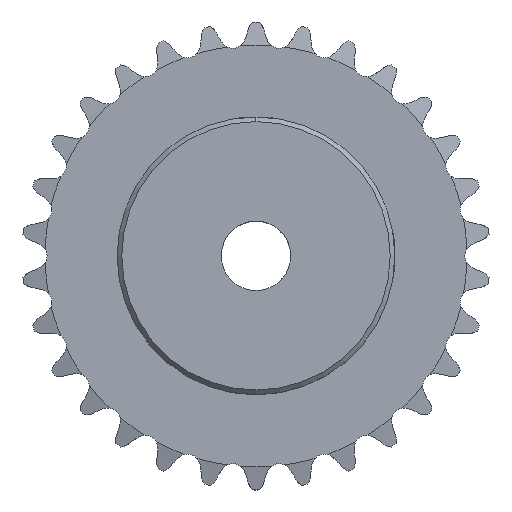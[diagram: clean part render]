
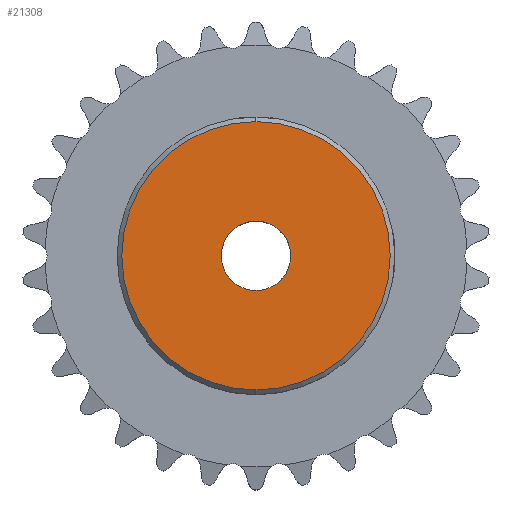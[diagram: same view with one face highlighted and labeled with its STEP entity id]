
A CAD part, top view. The second image highlights one B-rep face of the part: STEP entity #21308.
In plain terms, the highlighted planar face has unit normal (0, 0, 1).
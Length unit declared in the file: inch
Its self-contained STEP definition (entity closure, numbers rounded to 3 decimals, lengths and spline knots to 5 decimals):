
#889 = EDGE_LOOP ( 'NONE', ( #10150, #25024 ) ) ;
#3225 = CARTESIAN_POINT ( 'NONE',  ( 0., 0., 0.57 ) ) ;
#3287 = DIRECTION ( 'NONE',  ( 1., 0., 0. ) ) ;
#3551 = DIRECTION ( 'NONE',  ( 0., 0., 1. ) ) ;
#3790 = EDGE_CURVE ( 'NONE', #13788, #22293, #5815, .T. ) ;
#4143 = CARTESIAN_POINT ( 'NONE',  ( 0., -0.725, 0.57 ) ) ;
#5356 = DIRECTION ( 'NONE',  ( 0., 1., 0. ) ) ;
#5815 = CIRCLE ( 'NONE', #9195, 0.1875 ) ;
#5970 = DIRECTION ( 'NONE',  ( 1., 0., 0. ) ) ;
#6138 = ORIENTED_EDGE ( 'NONE', *, *, #24876, .F. ) ;
#9195 = AXIS2_PLACEMENT_3D ( 'NONE', #21198, #3551, #3287 ) ;
#10083 = FACE_OUTER_BOUND ( 'NONE', #21297, .T. ) ;
#10150 = ORIENTED_EDGE ( 'NONE', *, *, #12384, .F. ) ;
#10429 = DIRECTION ( 'NONE',  ( 0., 0., 1. ) ) ;
#12058 = FACE_BOUND ( 'NONE', #889, .T. ) ;
#12384 = EDGE_CURVE ( 'NONE', #22293, #13788, #20526, .T. ) ;
#12895 = AXIS2_PLACEMENT_3D ( 'NONE', #22262, #10429, #16924 ) ;
#13788 = VERTEX_POINT ( 'NONE', #24080 ) ;
#14080 = DIRECTION ( 'NONE',  ( 0., 1., 0. ) ) ;
#14338 = DIRECTION ( 'NONE',  ( 0., 0., -1. ) ) ;
#15026 = AXIS2_PLACEMENT_3D ( 'NONE', #3225, #23538, #5356 ) ;
#15543 = AXIS2_PLACEMENT_3D ( 'NONE', #18182, #17647, #5970 ) ;
#15967 = CARTESIAN_POINT ( 'NONE',  ( -0.1875, 0., 0.57 ) ) ;
#16061 = AXIS2_PLACEMENT_3D ( 'NONE', #16084, #14338, #14080 ) ;
#16084 = CARTESIAN_POINT ( 'NONE',  ( 0., 0., 0.57 ) ) ;
#16924 = DIRECTION ( 'NONE',  ( 1., 0., 0. ) ) ;
#17647 = DIRECTION ( 'NONE',  ( 0., 0., 1. ) ) ;
#17724 = ORIENTED_EDGE ( 'NONE', *, *, #26221, .F. ) ;
#18182 = CARTESIAN_POINT ( 'NONE',  ( 0., 0., 0.57 ) ) ;
#18195 = CIRCLE ( 'NONE', #16061, 0.725 ) ;
#18564 = VERTEX_POINT ( 'NONE', #4143 ) ;
#20526 = CIRCLE ( 'NONE', #12895, 0.1875 ) ;
#20549 = CIRCLE ( 'NONE', #15026, 0.725 ) ;
#21198 = CARTESIAN_POINT ( 'NONE',  ( 0., 0., 0.57 ) ) ;
#21297 = EDGE_LOOP ( 'NONE', ( #6138, #17724 ) ) ;
#21308 = ADVANCED_FACE ( 'NONE', ( #10083, #12058 ), #21894, .T. ) ;
#21894 = PLANE ( 'NONE',  #15543 ) ;
#22262 = CARTESIAN_POINT ( 'NONE',  ( 0., 0., 0.57 ) ) ;
#22293 = VERTEX_POINT ( 'NONE', #15967 ) ;
#23538 = DIRECTION ( 'NONE',  ( 0., 0., -1. ) ) ;
#24080 = CARTESIAN_POINT ( 'NONE',  ( 0.1875, 0., 0.57 ) ) ;
#24876 = EDGE_CURVE ( 'NONE', #25546, #18564, #20549, .T. ) ;
#25024 = ORIENTED_EDGE ( 'NONE', *, *, #3790, .F. ) ;
#25031 = CARTESIAN_POINT ( 'NONE',  ( 0., 0.725, 0.57 ) ) ;
#25546 = VERTEX_POINT ( 'NONE', #25031 ) ;
#26221 = EDGE_CURVE ( 'NONE', #18564, #25546, #18195, .T. ) ;
